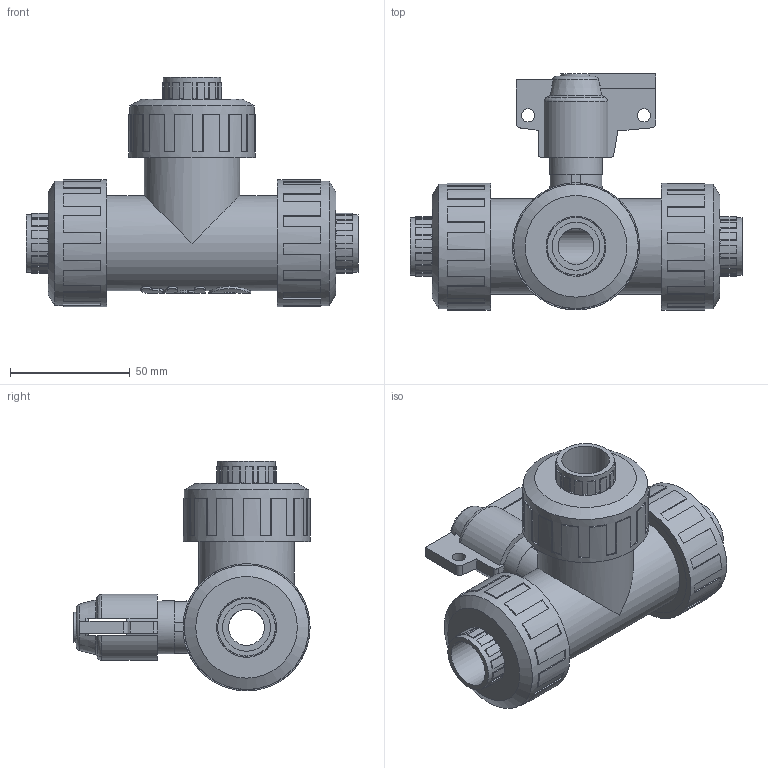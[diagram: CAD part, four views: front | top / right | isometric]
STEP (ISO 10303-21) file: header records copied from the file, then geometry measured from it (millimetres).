
FILE_DESCRIPTION(/* description */ ('PVC 3-way Ball Valve, L-Bore, type S4 with EPDM gasket and PVC Sockets, Ø20/DN15, PN16'),/* implementation_level */ '2;1');
FILE_NAME(/* name */ 'TBVLU-E-020',/* time_stamp */ '2022-08-04T16:52:28+02:00',/* author */ ('COAB Solutions - www.coabsolutions.com'),/* organization */ ('GPA Flowsystem'),/* preprocessor_version */ 'ST-DEVELOPER v18.1',/* originating_system */ 'www.coabsolutions.com',/* authorisation */ 'unknown authorization');
FILE_SCHEMA (('AUTOMOTIVE_DESIGN { 1 0 10303 214 3 1 1 }'));
Length unit declared in the file: millimetre
Products named in the file (1): TBVLU-E-020
Bounding box: 138.5 x 98.5 x 95.8 mm (x, y, z)
Volume: 265448.6 mm3; surface area: 77072.7 mm2
Topology: 1 solids, 1 shells, 510 faces, 1443 edges, 957 vertices
Faces by surface type: plane 427, cylinder 53, bspline 21, cone 6, torus 3
Full cylindrical faces by diameter (mm): 5.5 x2, 15 x3, 20 x3, 21.98 x1, 22 x1, 24 x3, 24.98 x3, 25 x3, 39.73 x3, 39.75 x5, 47.68 x3, 47.7 x3, 51.94 x3, 53 x3
Entity records: 17486 total; most frequent: CARTESIAN_POINT 3810, ORIENTED_EDGE 2886, DIRECTION 2824, EDGE_CURVE 1443, VERTEX_POINT 957, AXIS2_PLACEMENT_3D 955, LINE 914, VECTOR 914
